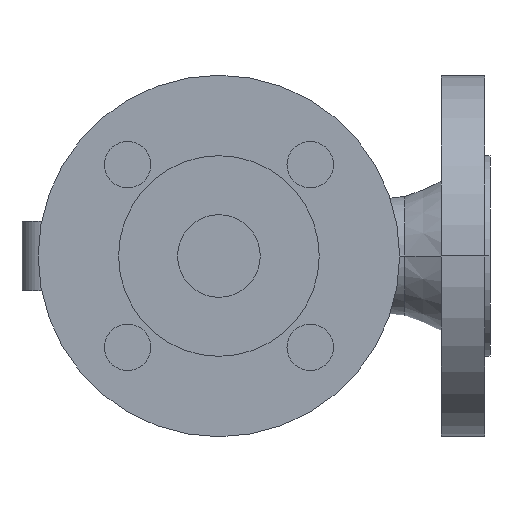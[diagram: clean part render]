
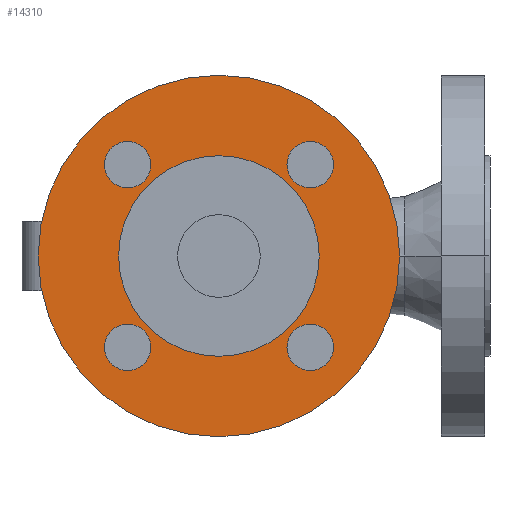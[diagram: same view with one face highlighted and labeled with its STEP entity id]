
A CAD part, front view. The second image highlights one B-rep face of the part: STEP entity #14310.
In plain terms, the highlighted planar face has unit normal (0, -1, 0).
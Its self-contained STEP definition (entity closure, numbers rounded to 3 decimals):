
#3120=CARTESIAN_POINT('',(38.85,2.,0.));
#3130=VERTEX_POINT('',#3120);
#3290=CARTESIAN_POINT('',(-38.85,2.,0.));
#3300=VERTEX_POINT('',#3290);
#3330=CARTESIAN_POINT('',(0.,2.,0.));
#3340=DIRECTION('',(0.,-1.,-0.));
#3350=DIRECTION('',(-1.,0.,0.));
#3360=AXIS2_PLACEMENT_3D('',#3330,#3340,#3350);
#3370=CIRCLE('',#3360,38.85);
#3380=EDGE_CURVE('',#3130,#3300,#3370,.T.);
#3520=CARTESIAN_POINT('',(-70.,2.,0.));
#3530=VERTEX_POINT('',#3520);
#3710=CARTESIAN_POINT('',(70.,2.,0.));
#3720=VERTEX_POINT('',#3710);
#3750=CARTESIAN_POINT('',(0.,2.,0.));
#3760=DIRECTION('',(0.,-1.,-0.));
#3770=DIRECTION('',(-1.,0.,0.));
#3780=AXIS2_PLACEMENT_3D('',#3750,#3760,#3770);
#3790=CIRCLE('',#3780,70.);
#3800=EDGE_CURVE('',#3720,#3530,#3790,.T.);
#11110=CARTESIAN_POINT('',(26.355,2.,-35.355));
#11120=VERTEX_POINT('',#11110);
#11280=CARTESIAN_POINT('',(44.355,2.,-35.355));
#11290=VERTEX_POINT('',#11280);
#11320=CARTESIAN_POINT('',(35.355,2.,-35.355));
#11330=DIRECTION('',(-0.,1.,0.));
#11340=DIRECTION('',(1.,0.,0.));
#11350=AXIS2_PLACEMENT_3D('',#11320,#11330,#11340);
#11360=CIRCLE('',#11350,9.);
#11370=EDGE_CURVE('',#11290,#11120,#11360,.T.);
#11530=CARTESIAN_POINT('',(26.355,2.,35.355));
#11540=VERTEX_POINT('',#11530);
#11700=CARTESIAN_POINT('',(44.355,2.,35.355));
#11710=VERTEX_POINT('',#11700);
#11740=CARTESIAN_POINT('',(35.355,2.,35.355));
#11750=DIRECTION('',(-0.,1.,0.));
#11760=DIRECTION('',(1.,0.,0.));
#11770=AXIS2_PLACEMENT_3D('',#11740,#11750,#11760);
#11780=CIRCLE('',#11770,9.);
#11790=EDGE_CURVE('',#11710,#11540,#11780,.T.);
#11950=CARTESIAN_POINT('',(-26.355,2.,35.355));
#11960=VERTEX_POINT('',#11950);
#11990=CARTESIAN_POINT('',(-35.355,2.,35.355));
#12000=DIRECTION('',(-0.,1.,0.));
#12010=DIRECTION('',(1.,0.,0.));
#12020=AXIS2_PLACEMENT_3D('',#11990,#12000,#12010);
#12030=CIRCLE('',#12020,9.);
#12040=CARTESIAN_POINT('',(-44.355,2.,35.355));
#12050=VERTEX_POINT('',#12040);
#12060=EDGE_CURVE('',#11960,#12050,#12030,.T.);
#12370=CARTESIAN_POINT('',(-26.355,2.,-35.355));
#12380=VERTEX_POINT('',#12370);
#12410=CARTESIAN_POINT('',(-35.355,2.,-35.355));
#12420=DIRECTION('',(-0.,1.,0.));
#12430=DIRECTION('',(1.,0.,0.));
#12440=AXIS2_PLACEMENT_3D('',#12410,#12420,#12430);
#12450=CIRCLE('',#12440,9.);
#12460=CARTESIAN_POINT('',(-44.355,2.,-35.355));
#12470=VERTEX_POINT('',#12460);
#12480=EDGE_CURVE('',#12380,#12470,#12450,.T.);
#13960=CARTESIAN_POINT('',(-54.425,2.,0.));
#13970=DIRECTION('',(0.,-1.,-0.));
#13980=DIRECTION('',(-1.,0.,0.));
#13990=AXIS2_PLACEMENT_3D('',#13960,#13970,#13980);
#14000=PLANE('',#13990);
#14010=ORIENTED_EDGE('',*,*,#12480,.T.);
#14020=EDGE_CURVE('',#12470,#12380,#12450,.T.);
#14030=ORIENTED_EDGE('',*,*,#14020,.T.);
#14040=EDGE_LOOP('',(#14030,#14010));
#14050=FACE_BOUND('',#14040,.T.);
#14060=EDGE_CURVE('',#12050,#11960,#12030,.T.);
#14070=ORIENTED_EDGE('',*,*,#14060,.T.);
#14080=ORIENTED_EDGE('',*,*,#12060,.T.);
#14090=EDGE_LOOP('',(#14080,#14070));
#14100=FACE_BOUND('',#14090,.T.);
#14110=EDGE_CURVE('',#11540,#11710,#11780,.T.);
#14120=ORIENTED_EDGE('',*,*,#14110,.T.);
#14130=ORIENTED_EDGE('',*,*,#11790,.T.);
#14140=EDGE_LOOP('',(#14130,#14120));
#14150=FACE_BOUND('',#14140,.T.);
#14160=EDGE_CURVE('',#11120,#11290,#11360,.T.);
#14170=ORIENTED_EDGE('',*,*,#14160,.T.);
#14180=ORIENTED_EDGE('',*,*,#11370,.T.);
#14190=EDGE_LOOP('',(#14180,#14170));
#14200=FACE_BOUND('',#14190,.T.);
#14210=EDGE_CURVE('',#3300,#3130,#3370,.T.);
#14220=ORIENTED_EDGE('',*,*,#14210,.F.);
#14230=ORIENTED_EDGE('',*,*,#3380,.F.);
#14240=EDGE_LOOP('',(#14230,#14220));
#14250=FACE_BOUND('',#14240,.T.);
#14260=EDGE_CURVE('',#3530,#3720,#3790,.T.);
#14270=ORIENTED_EDGE('',*,*,#14260,.T.);
#14280=ORIENTED_EDGE('',*,*,#3800,.T.);
#14290=EDGE_LOOP('',(#14280,#14270));
#14300=FACE_OUTER_BOUND('',#14290,.T.);
#14310=ADVANCED_FACE('',(#14050,#14100,#14150,#14200,#14250,#14300),
#14000,.T.);
